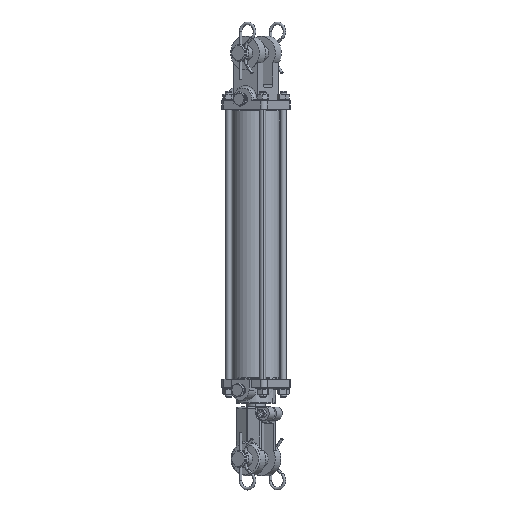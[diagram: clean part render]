
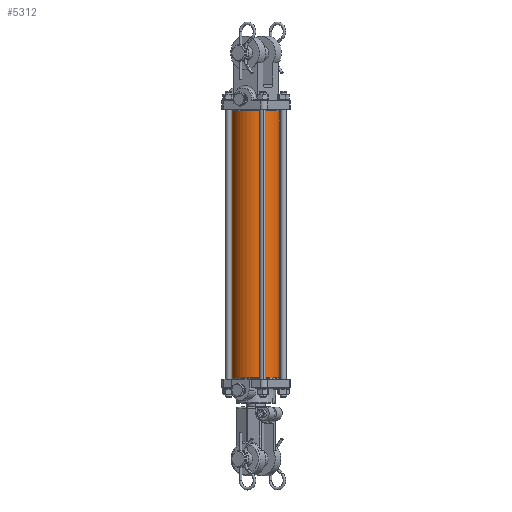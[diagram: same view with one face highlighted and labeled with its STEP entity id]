
A CAD part, front view. The second image highlights one B-rep face of the part: STEP entity #5312.
In plain terms, the highlighted cylindrical face has radius 36.5 mm (diameter 73 mm), a partial arc.
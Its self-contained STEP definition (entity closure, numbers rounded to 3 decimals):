
#787 = AXIS2_PLACEMENT_3D ( 'NONE', #4221, #7701, #13649 ) ;
#1011 = CARTESIAN_POINT ( 'NONE',  ( 36.5, 0., 406.5 ) ) ;
#1393 = AXIS2_PLACEMENT_3D ( 'NONE', #10851, #7478, #13108 ) ;
#2298 = CIRCLE ( 'NONE', #787, 36.5 ) ;
#2545 = ORIENTED_EDGE ( 'NONE', *, *, #7353, .T. ) ;
#3259 = ORIENTED_EDGE ( 'NONE', *, *, #3695, .F. ) ;
#3695 = EDGE_CURVE ( 'NONE', #8267, #9525, #11957, .T. ) ;
#3766 = DIRECTION ( 'NONE',  ( 0., 0., -1. ) ) ;
#3876 = LINE ( 'NONE', #6165, #13445 ) ;
#4154 = DIRECTION ( 'NONE',  ( 1., 0., 0. ) ) ;
#4221 = CARTESIAN_POINT ( 'NONE',  ( 0., 0., 1. ) ) ;
#4534 = DIRECTION ( 'NONE',  ( 0., 0., -1. ) ) ;
#4957 = CARTESIAN_POINT ( 'NONE',  ( 36.5, 0., 1. ) ) ;
#5312 = ADVANCED_FACE ( 'NONE', ( #5716 ), #15052, .T. ) ;
#5538 = CARTESIAN_POINT ( 'NONE',  ( 36.5, 0., 405.5 ) ) ;
#5712 = VERTEX_POINT ( 'NONE', #8039 ) ;
#5716 = FACE_OUTER_BOUND ( 'NONE', #10201, .T. ) ;
#6165 = CARTESIAN_POINT ( 'NONE',  ( -36.5, 0., 406.5 ) ) ;
#6769 = ORIENTED_EDGE ( 'NONE', *, *, #13622, .T. ) ;
#6985 = VECTOR ( 'NONE', #4534, 1000. ) ;
#7353 = EDGE_CURVE ( 'NONE', #8267, #5712, #14067, .T. ) ;
#7478 = DIRECTION ( 'NONE',  ( 0., 0., -1. ) ) ;
#7701 = DIRECTION ( 'NONE',  ( 0., 0., 1. ) ) ;
#8039 = CARTESIAN_POINT ( 'NONE',  ( -36.5, 0., 405.5 ) ) ;
#8078 = CARTESIAN_POINT ( 'NONE',  ( 0., 0., 405.5 ) ) ;
#8267 = VERTEX_POINT ( 'NONE', #5538 ) ;
#9525 = VERTEX_POINT ( 'NONE', #4957 ) ;
#9835 = DIRECTION ( 'NONE',  ( 0., 0., -1. ) ) ;
#10201 = EDGE_LOOP ( 'NONE', ( #3259, #2545, #6769, #11201 ) ) ;
#10242 = EDGE_CURVE ( 'NONE', #13014, #9525, #2298, .T. ) ;
#10481 = AXIS2_PLACEMENT_3D ( 'NONE', #8078, #3766, #4154 ) ;
#10851 = CARTESIAN_POINT ( 'NONE',  ( 0., 0., 406.5 ) ) ;
#11201 = ORIENTED_EDGE ( 'NONE', *, *, #10242, .T. ) ;
#11766 = CARTESIAN_POINT ( 'NONE',  ( -36.5, 0., 1. ) ) ;
#11957 = LINE ( 'NONE', #1011, #6985 ) ;
#13014 = VERTEX_POINT ( 'NONE', #11766 ) ;
#13108 = DIRECTION ( 'NONE',  ( -1., 0., 0. ) ) ;
#13445 = VECTOR ( 'NONE', #9835, 1000. ) ;
#13622 = EDGE_CURVE ( 'NONE', #5712, #13014, #3876, .T. ) ;
#13649 = DIRECTION ( 'NONE',  ( 1., 0., 0. ) ) ;
#14067 = CIRCLE ( 'NONE', #10481, 36.5 ) ;
#15052 = CYLINDRICAL_SURFACE ( 'NONE', #1393, 36.5 ) ;
